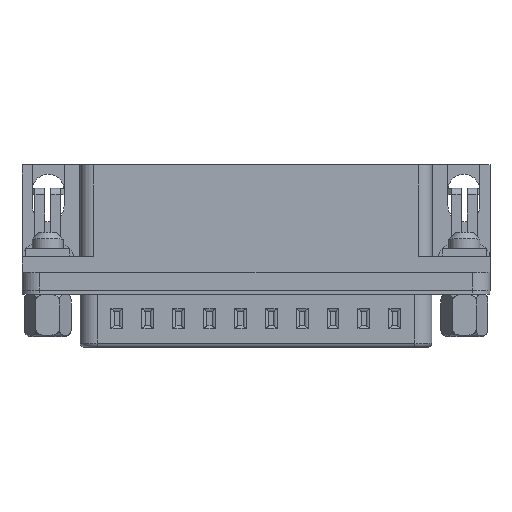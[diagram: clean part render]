
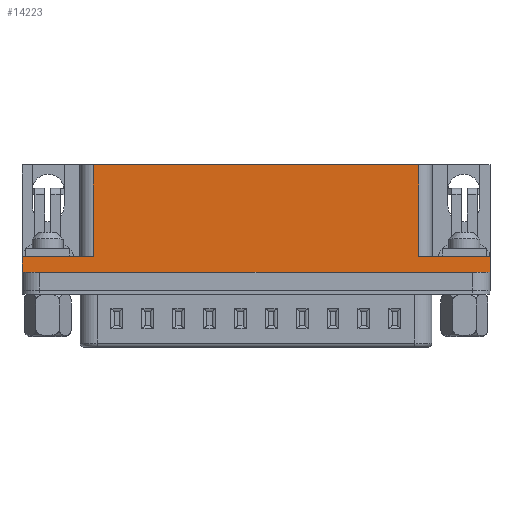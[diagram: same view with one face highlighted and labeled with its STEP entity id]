
A CAD part, top view. The second image highlights one B-rep face of the part: STEP entity #14223.
In plain terms, the highlighted planar face has unit normal (0, 0, 1).
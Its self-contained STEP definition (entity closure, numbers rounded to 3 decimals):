
#1108=LINE('',#21293,#2750);
#1169=LINE('',#21421,#2811);
#1175=LINE('',#21432,#2817);
#1178=LINE('',#21440,#2820);
#1179=LINE('',#21441,#2821);
#1180=LINE('',#21443,#2822);
#1181=LINE('',#21445,#2823);
#1182=LINE('',#21447,#2824);
#2750=VECTOR('',#17060,1000.);
#2811=VECTOR('',#17161,1000.);
#2817=VECTOR('',#17169,1000.);
#2820=VECTOR('',#17176,1000.);
#2821=VECTOR('',#17177,1000.);
#2822=VECTOR('',#17178,1000.);
#2823=VECTOR('',#17179,1000.);
#2824=VECTOR('',#17180,1000.);
#4657=ORIENTED_EDGE('',*,*,#8547,.T.);
#4658=ORIENTED_EDGE('',*,*,#8625,.T.);
#4659=ORIENTED_EDGE('',*,*,#8621,.T.);
#4660=ORIENTED_EDGE('',*,*,#8615,.F.);
#4661=ORIENTED_EDGE('',*,*,#8626,.F.);
#4662=ORIENTED_EDGE('',*,*,#8627,.T.);
#4663=ORIENTED_EDGE('',*,*,#8628,.F.);
#4664=ORIENTED_EDGE('',*,*,#8629,.T.);
#8547=EDGE_CURVE('',#10499,#10498,#1108,.T.);
#8615=EDGE_CURVE('',#10545,#10546,#1169,.T.);
#8621=EDGE_CURVE('',#10550,#10546,#1175,.T.);
#8625=EDGE_CURVE('',#10498,#10550,#1178,.T.);
#8626=EDGE_CURVE('',#10553,#10545,#1179,.T.);
#8627=EDGE_CURVE('',#10553,#10554,#1180,.T.);
#8628=EDGE_CURVE('',#10555,#10554,#1181,.T.);
#8629=EDGE_CURVE('',#10555,#10499,#1182,.T.);
#10498=VERTEX_POINT('',#21292);
#10499=VERTEX_POINT('',#21294);
#10545=VERTEX_POINT('',#21420);
#10546=VERTEX_POINT('',#21422);
#10550=VERTEX_POINT('',#21433);
#10553=VERTEX_POINT('',#21442);
#10554=VERTEX_POINT('',#21444);
#10555=VERTEX_POINT('',#21446);
#11844=EDGE_LOOP('',(#4657,#4658,#4659,#4660,#4661,#4662,#4663,#4664));
#12816=FACE_BOUND('',#11844,.T.);
#13732=PLANE('',#15344);
#14223=ADVANCED_FACE('',(#12816),#13732,.T.);
#15344=AXIS2_PLACEMENT_3D('',#21439,#17174,#17175);
#17060=DIRECTION('',(-1.,0.,0.));
#17161=DIRECTION('',(0.,1.,0.));
#17169=DIRECTION('',(-1.,0.,0.));
#17174=DIRECTION('',(0.,0.,1.));
#17175=DIRECTION('',(1.,0.,0.));
#17176=DIRECTION('',(0.,-1.,0.));
#17177=DIRECTION('',(-1.,0.,0.));
#17178=DIRECTION('',(0.,1.,0.));
#17179=DIRECTION('',(1.,0.,0.));
#17180=DIRECTION('',(0.,1.,0.));
#21292=CARTESIAN_POINT('',(-18.465,7.1,4.225));
#21293=CARTESIAN_POINT('',(26.52,7.1,4.225));
#21294=CARTESIAN_POINT('',(18.465,7.1,4.225));
#21420=CARTESIAN_POINT('',(-26.52,-5.1,4.225));
#21421=CARTESIAN_POINT('',(-26.52,-5.1,4.225));
#21422=CARTESIAN_POINT('',(-26.52,-3.3,4.225));
#21432=CARTESIAN_POINT('',(-19.965,-3.3,4.225));
#21433=CARTESIAN_POINT('',(-18.465,-3.3,4.225));
#21439=CARTESIAN_POINT('',(26.52,-5.1,4.225));
#21440=CARTESIAN_POINT('',(-18.465,-3.3,4.225));
#21441=CARTESIAN_POINT('',(26.52,-5.1,4.225));
#21442=CARTESIAN_POINT('',(26.52,-5.1,4.225));
#21443=CARTESIAN_POINT('',(26.52,-5.1,4.225));
#21444=CARTESIAN_POINT('',(26.52,-3.3,4.225));
#21445=CARTESIAN_POINT('',(19.965,-3.3,4.225));
#21446=CARTESIAN_POINT('',(18.465,-3.3,4.225));
#21447=CARTESIAN_POINT('',(18.465,7.1,4.225));
